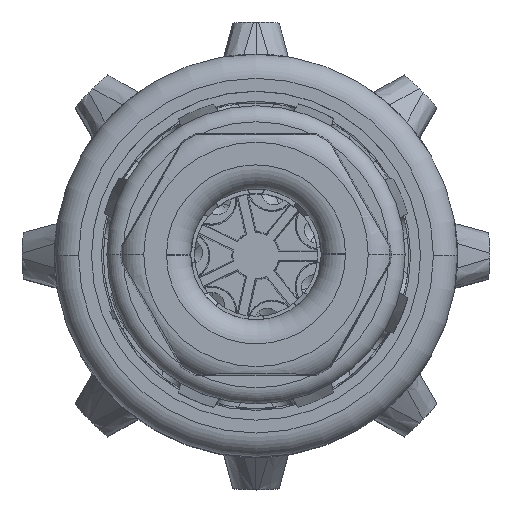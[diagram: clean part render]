
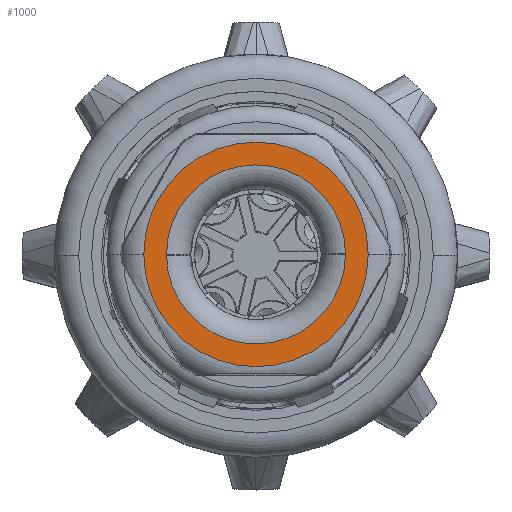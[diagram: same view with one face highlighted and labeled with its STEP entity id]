
A CAD part, top view. The second image highlights one B-rep face of the part: STEP entity #1000.
In plain terms, the highlighted planar face has unit normal (0, 0, 1).
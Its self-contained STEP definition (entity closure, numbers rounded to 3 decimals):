
#1000=ADVANCED_FACE('',(#6306,#6307),#6308,.T.);
#6306=FACE_OUTER_BOUND('',#16785,.T.);
#6307=FACE_BOUND('',#16786,.T.);
#6308=PLANE('',#16787);
#16785=EDGE_LOOP('',(#33105,#33106));
#16786=EDGE_LOOP('',(#33107,#33108,#33109,#33110));
#16787=AXIS2_PLACEMENT_3D('',#33111,#33112,#33113);
#33105=ORIENTED_EDGE('',*,*,#64227,.T.);
#33106=ORIENTED_EDGE('',*,*,#64228,.T.);
#33107=ORIENTED_EDGE('',*,*,#64140,.T.);
#33108=ORIENTED_EDGE('',*,*,#61787,.T.);
#33109=ORIENTED_EDGE('',*,*,#64139,.T.);
#33110=ORIENTED_EDGE('',*,*,#61790,.T.);
#33111=CARTESIAN_POINT('',(0.0,0.0,27.0));
#33112=DIRECTION('',(0.0,0.0,1.0));
#33113=DIRECTION('',(1.0,0.0,0.0));
#61787=EDGE_CURVE('',#74028,#74026,#74029,.T.);
#61790=EDGE_CURVE('',#74033,#74031,#74034,.T.);
#64139=EDGE_CURVE('',#74026,#74033,#77929,.T.);
#64140=EDGE_CURVE('',#74031,#74028,#77930,.T.);
#64227=EDGE_CURVE('',#78099,#78100,#78101,.T.);
#64228=EDGE_CURVE('',#78100,#78099,#78102,.T.);
#74026=VERTEX_POINT('',#94467);
#74028=VERTEX_POINT('',#94469);
#74029=CIRCLE('',#94470,11.105);
#74031=VERTEX_POINT('',#94472);
#74033=VERTEX_POINT('',#94474);
#74034=CIRCLE('',#94475,11.105);
#77929=CIRCLE('',#102437,11.105);
#77930=CIRCLE('',#102438,11.105);
#78099=VERTEX_POINT('',#103091);
#78100=VERTEX_POINT('',#103092);
#78101=CIRCLE('',#103093,13.922);
#78102=CIRCLE('',#103094,13.922);
#94467=CARTESIAN_POINT('',(11.105,0.0,27.0));
#94469=CARTESIAN_POINT('',(11.104,0.165,27.0));
#94470=AXIS2_PLACEMENT_3D('',#131889,#131890,#131891);
#94472=CARTESIAN_POINT('',(-11.105,0.0,27.0));
#94474=CARTESIAN_POINT('',(-11.104,-0.165,27.0));
#94475=AXIS2_PLACEMENT_3D('',#131898,#131899,#131900);
#102437=AXIS2_PLACEMENT_3D('',#135146,#135147,#135148);
#102438=AXIS2_PLACEMENT_3D('',#135149,#135150,#135151);
#103091=CARTESIAN_POINT('',(13.922,0.0,27.0));
#103092=CARTESIAN_POINT('',(-13.922,0.0,27.0));
#103093=AXIS2_PLACEMENT_3D('',#135226,#135227,#135228);
#103094=AXIS2_PLACEMENT_3D('',#135229,#135230,#135231);
#131889=CARTESIAN_POINT('',(0.0,0.0,27.0));
#131890=DIRECTION('',(0.0,0.0,-1.0));
#131891=DIRECTION('',(-1.0,0.0,0.0));
#131898=CARTESIAN_POINT('',(0.0,0.0,27.0));
#131899=DIRECTION('',(0.0,0.0,-1.0));
#131900=DIRECTION('',(1.0,0.0,0.0));
#135146=CARTESIAN_POINT('',(0.0,0.0,27.0));
#135147=DIRECTION('',(0.0,0.0,-1.0));
#135148=DIRECTION('',(1.0,0.0,0.0));
#135149=CARTESIAN_POINT('',(0.0,0.0,27.0));
#135150=DIRECTION('',(0.0,0.0,-1.0));
#135151=DIRECTION('',(-1.0,0.0,0.0));
#135226=CARTESIAN_POINT('',(0.0,0.0,27.0));
#135227=DIRECTION('',(0.0,0.0,1.0));
#135228=DIRECTION('',(1.0,0.0,0.0));
#135229=CARTESIAN_POINT('',(0.0,0.0,27.0));
#135230=DIRECTION('',(0.0,0.0,1.0));
#135231=DIRECTION('',(-1.0,0.0,0.0));
